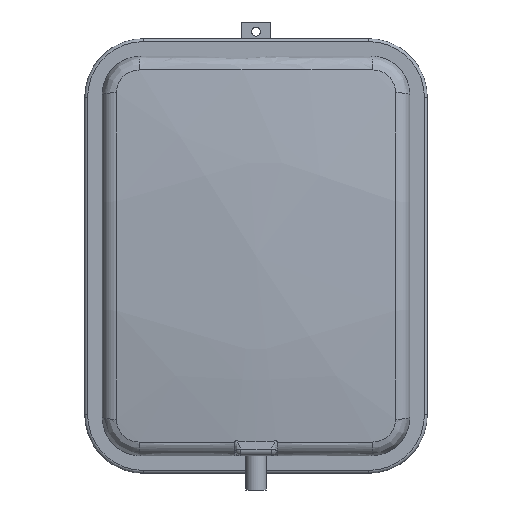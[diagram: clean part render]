
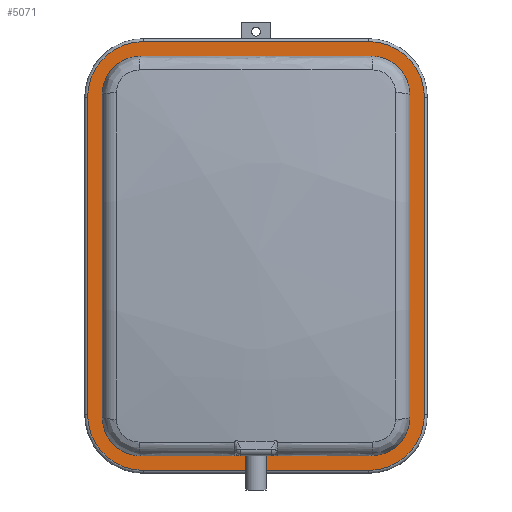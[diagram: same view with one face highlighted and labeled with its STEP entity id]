
A CAD part, front view. The second image highlights one B-rep face of the part: STEP entity #5071.
In plain terms, the highlighted planar face has unit normal (0, -1, 0).
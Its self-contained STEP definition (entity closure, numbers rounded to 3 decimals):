
#185=FACE_BOUND('',#908,.T.);
#311=PLANE('',#5618);
#580=FACE_OUTER_BOUND('',#907,.T.);
#907=EDGE_LOOP('',(#4496,#4497,#4498,#4499,#4500,#4501,#4502,#4503));
#908=EDGE_LOOP('',(#4504,#4505,#4506,#4507,#4508,#4509,#4510,#4511));
#1319=LINE('',#9944,#1715);
#1320=LINE('',#9959,#1716);
#1322=LINE('',#9965,#1718);
#1324=LINE('',#9978,#1720);
#1325=LINE('',#9982,#1721);
#1326=LINE('',#9986,#1722);
#1327=LINE('',#9990,#1723);
#1328=LINE('',#9994,#1724);
#1715=VECTOR('',#6982,10.);
#1716=VECTOR('',#7003,10.);
#1718=VECTOR('',#7009,10.);
#1720=VECTOR('',#7027,10.);
#1721=VECTOR('',#7030,10.);
#1722=VECTOR('',#7033,10.);
#1723=VECTOR('',#7036,10.);
#1724=VECTOR('',#7039,10.);
#1981=CIRCLE('',#5601,57.);
#1984=CIRCLE('',#5605,57.);
#1988=CIRCLE('',#5612,57.);
#1991=CIRCLE('',#5616,57.);
#1992=CIRCLE('',#5619,42.);
#1993=CIRCLE('',#5620,42.);
#1994=CIRCLE('',#5621,42.);
#1995=CIRCLE('',#5622,42.);
#2445=VERTEX_POINT('',#9941);
#2446=VERTEX_POINT('',#9943);
#2447=VERTEX_POINT('',#9947);
#2448=VERTEX_POINT('',#9951);
#2450=VERTEX_POINT('',#9957);
#2451=VERTEX_POINT('',#9961);
#2453=VERTEX_POINT('',#9967);
#2454=VERTEX_POINT('',#9971);
#2456=VERTEX_POINT('',#9980);
#2457=VERTEX_POINT('',#9981);
#2458=VERTEX_POINT('',#9983);
#2459=VERTEX_POINT('',#9985);
#2460=VERTEX_POINT('',#9987);
#2461=VERTEX_POINT('',#9989);
#2462=VERTEX_POINT('',#9991);
#2463=VERTEX_POINT('',#9993);
#3131=EDGE_CURVE('',#2445,#2446,#1319,.T.);
#3134=EDGE_CURVE('',#2447,#2445,#1981,.T.);
#3137=EDGE_CURVE('',#2446,#2448,#1984,.T.);
#3139=EDGE_CURVE('',#2450,#2447,#1320,.T.);
#3142=EDGE_CURVE('',#2448,#2451,#1322,.T.);
#3144=EDGE_CURVE('',#2453,#2450,#1988,.T.);
#3147=EDGE_CURVE('',#2451,#2454,#1991,.T.);
#3149=EDGE_CURVE('',#2454,#2453,#1324,.T.);
#3150=EDGE_CURVE('',#2456,#2457,#1325,.T.);
#3151=EDGE_CURVE('',#2457,#2458,#1992,.T.);
#3152=EDGE_CURVE('',#2458,#2459,#1326,.T.);
#3153=EDGE_CURVE('',#2459,#2460,#1993,.T.);
#3154=EDGE_CURVE('',#2460,#2461,#1327,.T.);
#3155=EDGE_CURVE('',#2461,#2462,#1994,.T.);
#3156=EDGE_CURVE('',#2462,#2463,#1328,.T.);
#3157=EDGE_CURVE('',#2463,#2456,#1995,.T.);
#4496=ORIENTED_EDGE('',*,*,#3131,.F.);
#4497=ORIENTED_EDGE('',*,*,#3134,.F.);
#4498=ORIENTED_EDGE('',*,*,#3139,.F.);
#4499=ORIENTED_EDGE('',*,*,#3144,.F.);
#4500=ORIENTED_EDGE('',*,*,#3149,.F.);
#4501=ORIENTED_EDGE('',*,*,#3147,.F.);
#4502=ORIENTED_EDGE('',*,*,#3142,.F.);
#4503=ORIENTED_EDGE('',*,*,#3137,.F.);
#4504=ORIENTED_EDGE('',*,*,#3150,.T.);
#4505=ORIENTED_EDGE('',*,*,#3151,.T.);
#4506=ORIENTED_EDGE('',*,*,#3152,.T.);
#4507=ORIENTED_EDGE('',*,*,#3153,.T.);
#4508=ORIENTED_EDGE('',*,*,#3154,.T.);
#4509=ORIENTED_EDGE('',*,*,#3155,.T.);
#4510=ORIENTED_EDGE('',*,*,#3156,.T.);
#4511=ORIENTED_EDGE('',*,*,#3157,.T.);
#5071=ADVANCED_FACE('',(#580,#185),#311,.T.);
#5601=AXIS2_PLACEMENT_3D('',#9949,#6989,#6990);
#5605=AXIS2_PLACEMENT_3D('',#9955,#6997,#6998);
#5612=AXIS2_PLACEMENT_3D('',#9969,#7014,#7015);
#5616=AXIS2_PLACEMENT_3D('',#9975,#7022,#7023);
#5618=AXIS2_PLACEMENT_3D('',#9979,#7028,#7029);
#5619=AXIS2_PLACEMENT_3D('',#9984,#7031,#7032);
#5620=AXIS2_PLACEMENT_3D('',#9988,#7034,#7035);
#5621=AXIS2_PLACEMENT_3D('',#9992,#7037,#7038);
#5622=AXIS2_PLACEMENT_3D('',#9995,#7040,#7041);
#6982=DIRECTION('',(-1.,0.,0.));
#6989=DIRECTION('center_axis',(0.,1.,0.));
#6990=DIRECTION('ref_axis',(0.707,0.,-0.707));
#6997=DIRECTION('center_axis',(0.,1.,0.));
#6998=DIRECTION('ref_axis',(-0.707,0.,-0.707));
#7003=DIRECTION('',(0.,0.,-1.));
#7009=DIRECTION('',(0.,0.,1.));
#7014=DIRECTION('center_axis',(0.,1.,0.));
#7015=DIRECTION('ref_axis',(0.707,0.,0.707));
#7022=DIRECTION('center_axis',(0.,1.,0.));
#7023=DIRECTION('ref_axis',(-0.707,0.,0.707));
#7027=DIRECTION('',(1.,0.,0.));
#7028=DIRECTION('center_axis',(0.,-1.,0.));
#7029=DIRECTION('ref_axis',(1.,0.,0.));
#7030=DIRECTION('',(1.,0.,0.));
#7031=DIRECTION('center_axis',(0.,1.,0.));
#7032=DIRECTION('ref_axis',(1.,0.,0.));
#7033=DIRECTION('',(0.,0.,-1.));
#7034=DIRECTION('center_axis',(0.,1.,0.));
#7035=DIRECTION('ref_axis',(0.,0.,-1.));
#7036=DIRECTION('',(-1.,0.,0.));
#7037=DIRECTION('center_axis',(0.,1.,0.));
#7038=DIRECTION('ref_axis',(-1.,0.,0.));
#7039=DIRECTION('',(0.,0.,1.));
#7040=DIRECTION('center_axis',(0.,1.,0.));
#7041=DIRECTION('ref_axis',(0.,0.,
1.));
#9941=CARTESIAN_POINT('',(115.,20.,20.));
#9943=CARTESIAN_POINT('',(-115.,20.,20.));
#9944=CARTESIAN_POINT('',(57.5,20.,20.));
#9947=CARTESIAN_POINT('',(172.,20.,77.));
#9949=CARTESIAN_POINT('Origin',(115.,20.,77.));
#9951=CARTESIAN_POINT('',(-172.,20.,77.));
#9955=CARTESIAN_POINT('Origin',(-115.,20.,77.));
#9957=CARTESIAN_POINT('',(172.,20.,401.));
#9959=CARTESIAN_POINT('',(172.,20.,320.));
#9961=CARTESIAN_POINT('',(-172.,20.,401.));
#9965=CARTESIAN_POINT('',(-172.,20.,158.));
#9967=CARTESIAN_POINT('',(115.,20.,458.));
#9969=CARTESIAN_POINT('Origin',(115.,20.,401.));
#9971=CARTESIAN_POINT('',(-115.,20.,458.));
#9975=CARTESIAN_POINT('Origin',(-115.,20.,401.));
#9978=CARTESIAN_POINT('',(-57.5,20.,458.));
#9979=CARTESIAN_POINT('Origin',(0.,20.,239.));
#9980=CARTESIAN_POINT('',(-115.,20.,443.));
#9981=CARTESIAN_POINT('',(115.,20.,443.));
#9982=CARTESIAN_POINT('',(-57.5,20.,443.));
#9983=CARTESIAN_POINT('',(157.,20.,401.));
#9984=CARTESIAN_POINT('Origin',(115.,20.,401.));
#9985=CARTESIAN_POINT('',(157.,20.,77.));
#9986=CARTESIAN_POINT('',(157.,20.,320.));
#9987=CARTESIAN_POINT('',(115.,20.,35.));
#9988=CARTESIAN_POINT('Origin',(115.,20.,77.));
#9989=CARTESIAN_POINT('',(-115.,20.,35.));
#9990=CARTESIAN_POINT('',(57.5,20.,35.));
#9991=CARTESIAN_POINT('',(-157.,20.,77.));
#9992=CARTESIAN_POINT('Origin',(-115.,20.,77.));
#9993=CARTESIAN_POINT('',(-157.,20.,401.));
#9994=CARTESIAN_POINT('',(-157.,20.,158.));
#9995=CARTESIAN_POINT('Origin',(-115.,20.,401.));
